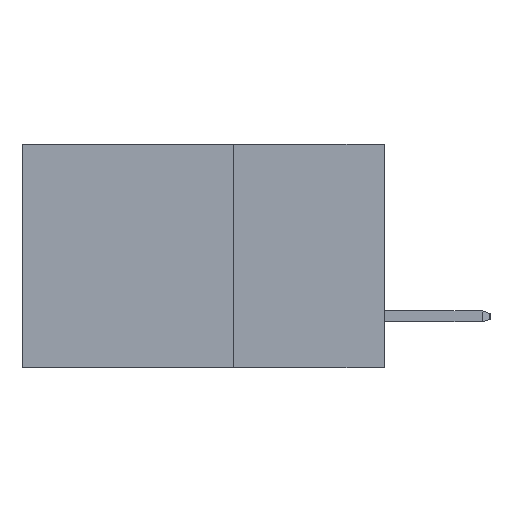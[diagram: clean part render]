
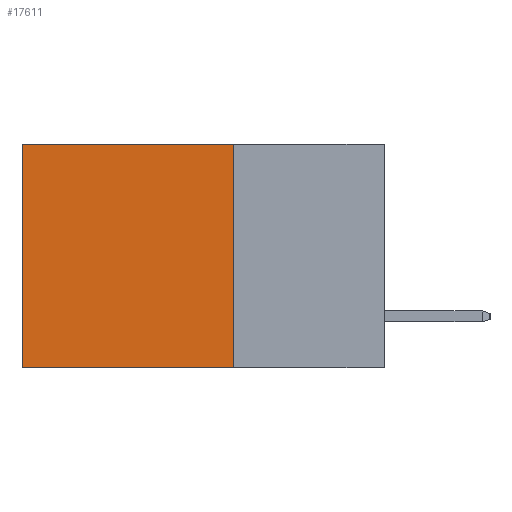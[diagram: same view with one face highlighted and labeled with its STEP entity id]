
A CAD part, left-side view. The second image highlights one B-rep face of the part: STEP entity #17611.
In plain terms, the highlighted planar face has unit normal (-1, 0, 0).
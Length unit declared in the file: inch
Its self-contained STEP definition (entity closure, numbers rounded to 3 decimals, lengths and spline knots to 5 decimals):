
#1057 = CARTESIAN_POINT ( 'NONE',  ( 0.298, 0.25, 0. ) ) ;
#1871 = VERTEX_POINT ( 'NONE', #14653 ) ;
#1990 = VERTEX_POINT ( 'NONE', #11019 ) ;
#2281 = FACE_OUTER_BOUND ( 'NONE', #28257, .T. ) ;
#2862 = VECTOR ( 'NONE', #21708, 39.37008 ) ;
#3461 = DIRECTION ( 'NONE',  ( 0., 1., 0. ) ) ;
#4341 = LINE ( 'NONE', #14946, #2862 ) ;
#4414 = PLANE ( 'NONE',  #7591 ) ;
#4787 = EDGE_CURVE ( 'NONE', #15647, #26018, #27159, .T. ) ;
#6735 = DIRECTION ( 'NONE',  ( 1., 0., 0. ) ) ;
#7591 = AXIS2_PLACEMENT_3D ( 'NONE', #20354, #6735, #22614 ) ;
#9120 = ORIENTED_EDGE ( 'NONE', *, *, #4787, .T. ) ;
#10304 = CARTESIAN_POINT ( 'NONE',  ( 0.298, 0.25, -0.37 ) ) ;
#10859 = EDGE_CURVE ( 'NONE', #1871, #1990, #25839, .T. ) ;
#11019 = CARTESIAN_POINT ( 'NONE',  ( 0.298, 0.6, -0.37 ) ) ;
#12586 = CARTESIAN_POINT ( 'NONE',  ( 0.298, 0.6, 0. ) ) ;
#13669 = ORIENTED_EDGE ( 'NONE', *, *, #10859, .F. ) ;
#14572 = CARTESIAN_POINT ( 'NONE',  ( 0.298, 0.25, 0. ) ) ;
#14653 = CARTESIAN_POINT ( 'NONE',  ( 0.298, 0.25, -0.37 ) ) ;
#14819 = ORIENTED_EDGE ( 'NONE', *, *, #24661, .T. ) ;
#14946 = CARTESIAN_POINT ( 'NONE',  ( 0.298, 0.6, 0. ) ) ;
#15647 = VERTEX_POINT ( 'NONE', #14572 ) ;
#17611 = ADVANCED_FACE ( 'NONE', ( #2281 ), #4414, .F. ) ;
#18225 = CARTESIAN_POINT ( 'NONE',  ( 0.298, 0.25, 0. ) ) ;
#18229 = DIRECTION ( 'NONE',  ( 0., 1., 0. ) ) ;
#19581 = LINE ( 'NONE', #1057, #29346 ) ;
#19923 = ORIENTED_EDGE ( 'NONE', *, *, #26647, .F. ) ;
#20354 = CARTESIAN_POINT ( 'NONE',  ( 0.298, 0.25, 0. ) ) ;
#20496 = VECTOR ( 'NONE', #18229, 39.37008 ) ;
#20570 = VECTOR ( 'NONE', #3461, 39.37008 ) ;
#21708 = DIRECTION ( 'NONE',  ( 0., 0., -1. ) ) ;
#22614 = DIRECTION ( 'NONE',  ( 0., 0., -1. ) ) ;
#23774 = DIRECTION ( 'NONE',  ( 0., 0., -1. ) ) ;
#24661 = EDGE_CURVE ( 'NONE', #26018, #1990, #4341, .T. ) ;
#25839 = LINE ( 'NONE', #10304, #20570 ) ;
#26018 = VERTEX_POINT ( 'NONE', #12586 ) ;
#26647 = EDGE_CURVE ( 'NONE', #15647, #1871, #19581, .T. ) ;
#27159 = LINE ( 'NONE', #18225, #20496 ) ;
#28257 = EDGE_LOOP ( 'NONE', ( #14819, #13669, #19923, #9120 ) ) ;
#29346 = VECTOR ( 'NONE', #23774, 39.37008 ) ;
